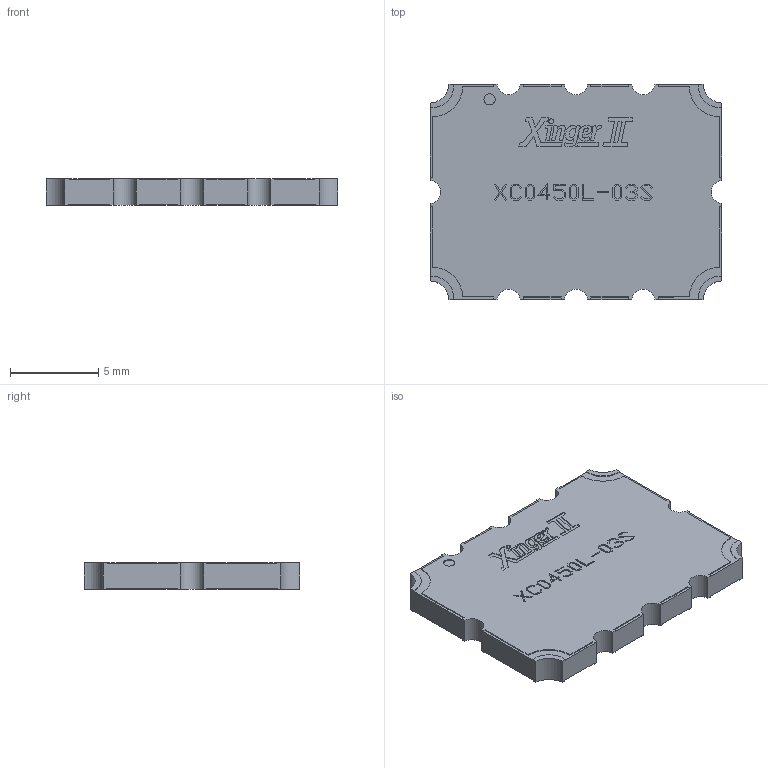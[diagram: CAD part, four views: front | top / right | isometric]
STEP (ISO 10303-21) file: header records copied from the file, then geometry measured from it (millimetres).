
FILE_DESCRIPTION (( 'STEP AP203' ), '1' );
FILE_NAME ('XC0450L-03S.STEP', '2025-05-08T14:35:26', ( '' ), ( '' ), 'SwSTEP 2.0', 'SolidWorks 2023', '' );
FILE_SCHEMA (( 'CONFIG_CONTROL_DESIGN' ));
Length unit declared in the file: inch
Products named in the file (1): XC0450L-03S
Bounding box: 16.51 x 12.19 x 1.47 mm (x, y, z)
Volume: 282.4 mm3; surface area: 482.2 mm2
Topology: 1 solids, 1 shells, 519 faces, 1464 edges, 976 vertices
Faces by surface type: plane 386, cylinder 133
Entity records: 16763 total; most frequent: CARTESIAN_POINT 2960, ORIENTED_EDGE 2928, DIRECTION 2770, EDGE_CURVE 1464, LINE 1198, VECTOR 1198, VERTEX_POINT 976, AXIS2_PLACEMENT_3D 786
